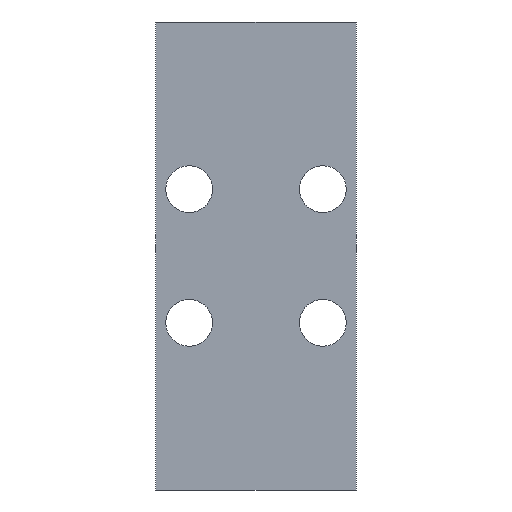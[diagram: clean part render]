
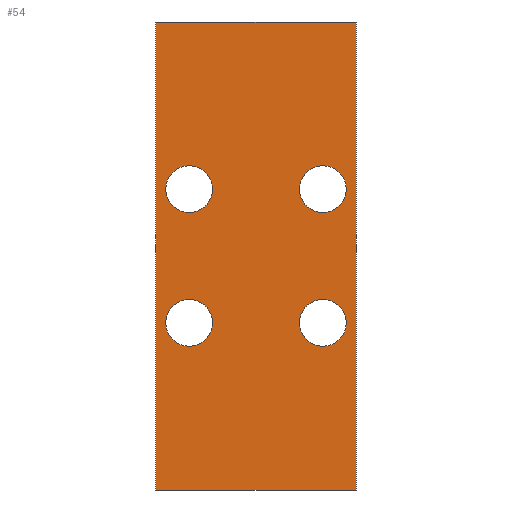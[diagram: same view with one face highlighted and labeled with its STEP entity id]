
A CAD part, front view. The second image highlights one B-rep face of the part: STEP entity #54.
In plain terms, the highlighted planar face has unit normal (0, -1, 0).
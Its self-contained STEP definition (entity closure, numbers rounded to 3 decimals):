
#10 = ORIENTED_EDGE ( 'NONE', *, *, #159, .T. ) ;
#14 = VERTEX_POINT ( 'NONE', #55 ) ;
#22 = DIRECTION ( 'NONE',  ( 0., 0., -1. ) ) ;
#27 = DIRECTION ( 'NONE',  ( 0., 1., 0. ) ) ;
#31 = DIRECTION ( 'NONE',  ( 0., 1., 0. ) ) ;
#50 = ORIENTED_EDGE ( 'NONE', *, *, #462, .T. ) ;
#54 = ADVANCED_FACE ( 'NONE', ( #330, #145, #333, #501, #301 ), #139, .F. ) ;
#55 = CARTESIAN_POINT ( 'NONE',  ( -15., 0., -35. ) ) ;
#56 = ORIENTED_EDGE ( 'NONE', *, *, #455, .T. ) ;
#57 = ORIENTED_EDGE ( 'NONE', *, *, #141, .T. ) ;
#65 = DIRECTION ( 'NONE',  ( 1., 0., 0. ) ) ;
#72 = CIRCLE ( 'NONE', #367, 3.5 ) ;
#80 = CARTESIAN_POINT ( 'NONE',  ( -10., 0., -13.5 ) ) ;
#83 = CARTESIAN_POINT ( 'NONE',  ( 10., 0., -13.5 ) ) ;
#88 = CARTESIAN_POINT ( 'NONE',  ( 15., 0., 35. ) ) ;
#93 = CIRCLE ( 'NONE', #276, 3.5 ) ;
#95 = EDGE_CURVE ( 'NONE', #372, #373, #421, .T. ) ;
#99 = VERTEX_POINT ( 'NONE', #439 ) ;
#103 = LINE ( 'NONE', #187, #331 ) ;
#105 = CIRCLE ( 'NONE', #137, 3.5 ) ;
#107 = LINE ( 'NONE', #194, #311 ) ;
#111 = DIRECTION ( 'NONE',  ( 0., 1., 0. ) ) ;
#114 = CARTESIAN_POINT ( 'NONE',  ( 10., 0., -10. ) ) ;
#126 = CARTESIAN_POINT ( 'NONE',  ( -10., 0., 10. ) ) ;
#129 = ORIENTED_EDGE ( 'NONE', *, *, #285, .T. ) ;
#137 = AXIS2_PLACEMENT_3D ( 'NONE', #526, #363, #280 ) ;
#138 = ORIENTED_EDGE ( 'NONE', *, *, #216, .T. ) ;
#139 = PLANE ( 'NONE',  #340 ) ;
#141 = EDGE_CURVE ( 'NONE', #373, #372, #393, .T. ) ;
#145 = FACE_BOUND ( 'NONE', #418, .T. ) ;
#155 = CARTESIAN_POINT ( 'NONE',  ( 10., 0., 10. ) ) ;
#156 = AXIS2_PLACEMENT_3D ( 'NONE', #189, #27, #516 ) ;
#159 = EDGE_CURVE ( 'NONE', #325, #531, #210, .T. ) ;
#160 = DIRECTION ( 'NONE',  ( 0., 1., 0. ) ) ;
#171 = VERTEX_POINT ( 'NONE', #304 ) ;
#187 = CARTESIAN_POINT ( 'NONE',  ( -15., 0., 0. ) ) ;
#189 = CARTESIAN_POINT ( 'NONE',  ( -10., 0., -10. ) ) ;
#194 = CARTESIAN_POINT ( 'NONE',  ( 15., 0., 35. ) ) ;
#209 = EDGE_LOOP ( 'NONE', ( #138, #353, #56, #290 ) ) ;
#210 = CIRCLE ( 'NONE', #467, 3.5 ) ;
#216 = EDGE_CURVE ( 'NONE', #14, #409, #347, .T. ) ;
#217 = ORIENTED_EDGE ( 'NONE', *, *, #438, .T. ) ;
#218 = VERTEX_POINT ( 'NONE', #518 ) ;
#239 = DIRECTION ( 'NONE',  ( 0., 0., -1. ) ) ;
#252 = EDGE_LOOP ( 'NONE', ( #217, #257 ) ) ;
#255 = VERTEX_POINT ( 'NONE', #88 ) ;
#257 = ORIENTED_EDGE ( 'NONE', *, *, #371, .T. ) ;
#260 = CIRCLE ( 'NONE', #156, 3.5 ) ;
#262 = DIRECTION ( 'NONE',  ( 0., 0., -1. ) ) ;
#274 = VECTOR ( 'NONE', #65, 1000. ) ;
#276 = AXIS2_PLACEMENT_3D ( 'NONE', #155, #111, #22 ) ;
#280 = DIRECTION ( 'NONE',  ( 0., 0., -1. ) ) ;
#285 = EDGE_CURVE ( 'NONE', #531, #325, #72, .T. ) ;
#286 = EDGE_LOOP ( 'NONE', ( #314, #57 ) ) ;
#287 = CARTESIAN_POINT ( 'NONE',  ( -10., 0., 13.5 ) ) ;
#290 = ORIENTED_EDGE ( 'NONE', *, *, #494, .T. ) ;
#296 = DIRECTION ( 'NONE',  ( 0., 0., 1. ) ) ;
#298 = VERTEX_POINT ( 'NONE', #533 ) ;
#299 = CARTESIAN_POINT ( 'NONE',  ( 15., 0., -35. ) ) ;
#301 = FACE_BOUND ( 'NONE', #252, .T. ) ;
#304 = CARTESIAN_POINT ( 'NONE',  ( -10., 0., -6.5 ) ) ;
#305 = CARTESIAN_POINT ( 'NONE',  ( -10., 0., 6.5 ) ) ;
#311 = VECTOR ( 'NONE', #512, 1000. ) ;
#313 = CARTESIAN_POINT ( 'NONE',  ( 10., 0., -10. ) ) ;
#314 = ORIENTED_EDGE ( 'NONE', *, *, #95, .T. ) ;
#325 = VERTEX_POINT ( 'NONE', #287 ) ;
#329 = VERTEX_POINT ( 'NONE', #80 ) ;
#330 = FACE_OUTER_BOUND ( 'NONE', #209, .T. ) ;
#331 = VECTOR ( 'NONE', #338, 1000. ) ;
#333 = FACE_BOUND ( 'NONE', #458, .T. ) ;
#334 = LINE ( 'NONE', #504, #433 ) ;
#338 = DIRECTION ( 'NONE',  ( 0., 0., -1. ) ) ;
#340 = AXIS2_PLACEMENT_3D ( 'NONE', #503, #465, #296 ) ;
#341 = DIRECTION ( 'NONE',  ( 0., 0., -1. ) ) ;
#342 = DIRECTION ( 'NONE',  ( 0., 1., 0. ) ) ;
#347 = LINE ( 'NONE', #427, #274 ) ;
#353 = ORIENTED_EDGE ( 'NONE', *, *, #511, .F. ) ;
#363 = DIRECTION ( 'NONE',  ( 0., 1., 0. ) ) ;
#367 = AXIS2_PLACEMENT_3D ( 'NONE', #126, #485, #239 ) ;
#371 = EDGE_CURVE ( 'NONE', #171, #329, #105, .T. ) ;
#372 = VERTEX_POINT ( 'NONE', #83 ) ;
#373 = VERTEX_POINT ( 'NONE', #488 ) ;
#378 = ORIENTED_EDGE ( 'NONE', *, *, #429, .T. ) ;
#383 = CARTESIAN_POINT ( 'NONE',  ( 10., 0., 10. ) ) ;
#390 = DIRECTION ( 'NONE',  ( 0., 0., -1. ) ) ;
#393 = CIRCLE ( 'NONE', #490, 3.5 ) ;
#403 = AXIS2_PLACEMENT_3D ( 'NONE', #313, #31, #513 ) ;
#409 = VERTEX_POINT ( 'NONE', #299 ) ;
#418 = EDGE_LOOP ( 'NONE', ( #378, #50 ) ) ;
#421 = CIRCLE ( 'NONE', #403, 3.5 ) ;
#427 = CARTESIAN_POINT ( 'NONE',  ( 15., 0., -35. ) ) ;
#429 = EDGE_CURVE ( 'NONE', #298, #218, #451, .T. ) ;
#430 = DIRECTION ( 'NONE',  ( 0., 0., -1. ) ) ;
#433 = VECTOR ( 'NONE', #341, 1000. ) ;
#438 = EDGE_CURVE ( 'NONE', #329, #171, #260, .T. ) ;
#439 = CARTESIAN_POINT ( 'NONE',  ( -15., 0., 35. ) ) ;
#451 = CIRCLE ( 'NONE', #492, 3.5 ) ;
#455 = EDGE_CURVE ( 'NONE', #255, #99, #107, .T. ) ;
#458 = EDGE_LOOP ( 'NONE', ( #129, #10 ) ) ;
#462 = EDGE_CURVE ( 'NONE', #218, #298, #93, .T. ) ;
#465 = DIRECTION ( 'NONE',  ( 0., 1., 0. ) ) ;
#467 = AXIS2_PLACEMENT_3D ( 'NONE', #521, #160, #430 ) ;
#473 = DIRECTION ( 'NONE',  ( 0., 1., 0. ) ) ;
#485 = DIRECTION ( 'NONE',  ( 0., 1., 0. ) ) ;
#488 = CARTESIAN_POINT ( 'NONE',  ( 10., 0., -6.5 ) ) ;
#490 = AXIS2_PLACEMENT_3D ( 'NONE', #114, #342, #390 ) ;
#492 = AXIS2_PLACEMENT_3D ( 'NONE', #383, #473, #262 ) ;
#494 = EDGE_CURVE ( 'NONE', #99, #14, #103, .T. ) ;
#501 = FACE_BOUND ( 'NONE', #286, .T. ) ;
#503 = CARTESIAN_POINT ( 'NONE',  ( 15., 0., 35. ) ) ;
#504 = CARTESIAN_POINT ( 'NONE',  ( 15., 0., 0. ) ) ;
#511 = EDGE_CURVE ( 'NONE', #255, #409, #334, .T. ) ;
#512 = DIRECTION ( 'NONE',  ( -1., 0., 0. ) ) ;
#513 = DIRECTION ( 'NONE',  ( 0., 0., -1. ) ) ;
#516 = DIRECTION ( 'NONE',  ( 0., 0., -1. ) ) ;
#518 = CARTESIAN_POINT ( 'NONE',  ( 10., 0., 13.5 ) ) ;
#521 = CARTESIAN_POINT ( 'NONE',  ( -10., 0., 10. ) ) ;
#526 = CARTESIAN_POINT ( 'NONE',  ( -10., 0., -10. ) ) ;
#531 = VERTEX_POINT ( 'NONE', #305 ) ;
#533 = CARTESIAN_POINT ( 'NONE',  ( 10., 0., 6.5 ) ) ;
